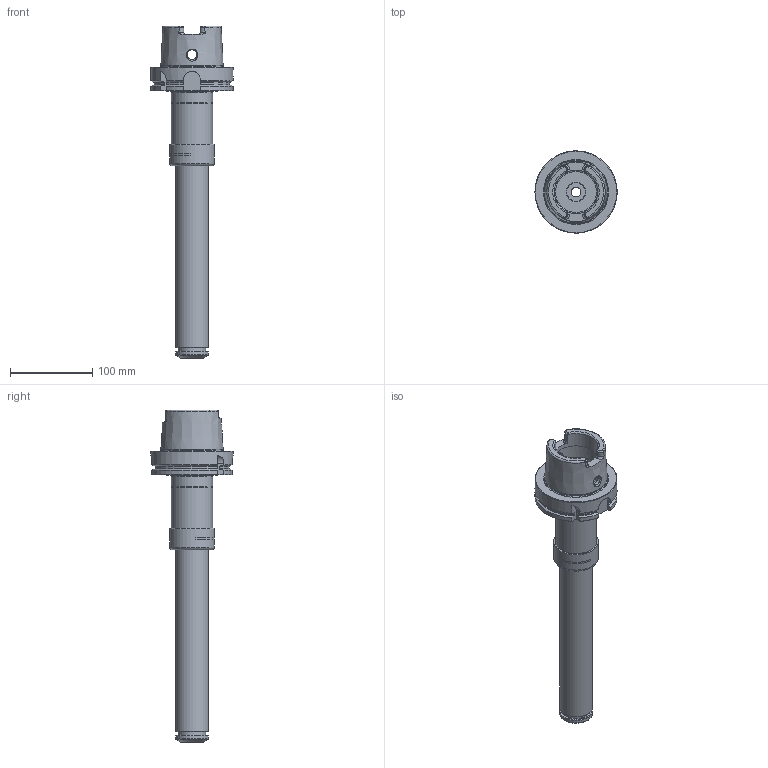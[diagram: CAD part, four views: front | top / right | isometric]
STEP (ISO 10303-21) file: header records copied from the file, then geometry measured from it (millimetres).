
FILE_DESCRIPTION(/* description */ (''),/* implementation_level */ '2;1');
FILE_NAME(/* name */ '888576190.stp',/* time_stamp */ '2023-03-15T12:24:19',/* author */ ('Ratnasingam Jekanthan'),/* organization */ ('REGO-FIX'),/* preprocessor_version */ ' Unknown',/* originating_system */ 'SIEMENS PLM Software Solid Edge ST10',/* authorization */ 'Unknown');
FILE_SCHEMA (('AUTOMOTIVE_DESIGN { 1 0 10303 214 2 1 1}'));
Length unit declared in the file: millimetre
Products named in the file (1): NOCUT
Bounding box: 100 x 100 x 404 mm (x, y, z)
Volume: 659885.7 mm3; surface area: 120963.6 mm2
Topology: 1 solids, 3 shells, 190 faces, 464 edges, 291 vertices
Faces by surface type: plane 51, cylinder 51, cone 50, torus 38
Full cylindrical faces by diameter (mm): 10 x1, 12 x4, 13 x1, 14 x1, 22.376 x1, 25 x2, 30.5 x1, 31.6 x1, 33 x1, 34 x1, 40 x2, 40.2 x1, 42 x1, 45 x1, 48.376 x2, 50 x1, 50.05 x1, 50.5 x1, 51.3 x1, 53 x2, 54.8 x1, 63 x1, 75.459 x1, 100 x1
Entity records: 6450 total; most frequent: CARTESIAN_POINT 1193, DIRECTION 832, ORIENTED_EDGE 676, AXIS2_PLACEMENT_3D 372, EDGE_CURVE 338, EDGE_LOOP 304, FACE_BOUND 304, VERTEX_POINT 258
